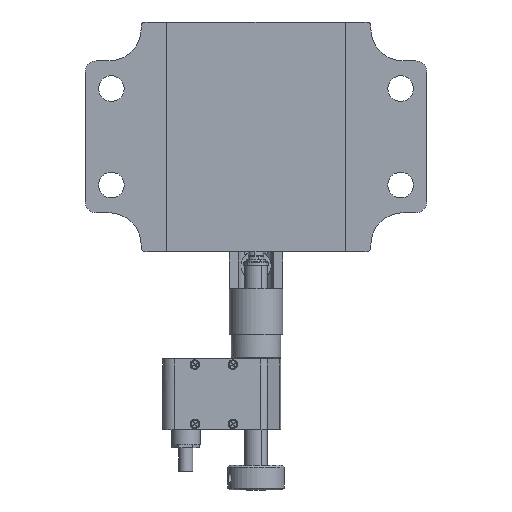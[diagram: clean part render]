
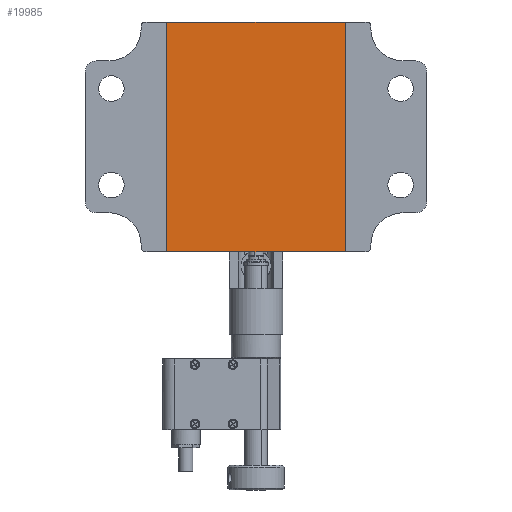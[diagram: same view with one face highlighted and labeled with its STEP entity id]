
A CAD part, front view. The second image highlights one B-rep face of the part: STEP entity #19985.
In plain terms, the highlighted planar face has unit normal (0, -1, 0).
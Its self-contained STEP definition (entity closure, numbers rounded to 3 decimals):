
#528 = VECTOR ( 'NONE', #2599, 1000. ) ;
#2216 = LINE ( 'NONE', #6405, #528 ) ;
#2599 = DIRECTION ( 'NONE',  ( 0., 0., -1. ) ) ;
#3286 = VERTEX_POINT ( 'NONE', #17020 ) ;
#3559 = CARTESIAN_POINT ( 'NONE',  ( 23.5, 0.3, 30.25 ) ) ;
#3622 = CARTESIAN_POINT ( 'NONE',  ( 23.5, 0.3, 30.25 ) ) ;
#4515 = AXIS2_PLACEMENT_3D ( 'NONE', #3559, #5259, #21370 ) ;
#5259 = DIRECTION ( 'NONE',  ( 0., 1., 0. ) ) ;
#5405 = VERTEX_POINT ( 'NONE', #15660 ) ;
#6405 = CARTESIAN_POINT ( 'NONE',  ( -23.5, 0.3, 30.25 ) ) ;
#6727 = LINE ( 'NONE', #14722, #20631 ) ;
#8107 = ORIENTED_EDGE ( 'NONE', *, *, #11864, .T. ) ;
#9360 = CARTESIAN_POINT ( 'NONE',  ( 23.5, 0.3, 30.25 ) ) ;
#9606 = VECTOR ( 'NONE', #25616, 1000. ) ;
#10411 = VECTOR ( 'NONE', #13849, 1000. ) ;
#11488 = EDGE_CURVE ( 'NONE', #23986, #3286, #2216, .T. ) ;
#11864 = EDGE_CURVE ( 'NONE', #3286, #5405, #6727, .T. ) ;
#13248 = FACE_OUTER_BOUND ( 'NONE', #23142, .T. ) ;
#13849 = DIRECTION ( 'NONE',  ( 1., 0., 0. ) ) ;
#14103 = EDGE_CURVE ( 'NONE', #25535, #5405, #21681, .T. ) ;
#14722 = CARTESIAN_POINT ( 'NONE',  ( 23.5, 0.3, -30.25 ) ) ;
#15237 = ORIENTED_EDGE ( 'NONE', *, *, #14103, .F. ) ;
#15660 = CARTESIAN_POINT ( 'NONE',  ( 23.5, 0.3, -30.25 ) ) ;
#17020 = CARTESIAN_POINT ( 'NONE',  ( -23.5, 0.3, -30.25 ) ) ;
#17906 = CARTESIAN_POINT ( 'NONE',  ( 23.5, 0.3, 30.25 ) ) ;
#18725 = ORIENTED_EDGE ( 'NONE', *, *, #11488, .T. ) ;
#18790 = DIRECTION ( 'NONE',  ( 1., 0., 0. ) ) ;
#18806 = ORIENTED_EDGE ( 'NONE', *, *, #20811, .F. ) ;
#19186 = CARTESIAN_POINT ( 'NONE',  ( -23.5, 0.3, 30.25 ) ) ;
#19985 = ADVANCED_FACE ( 'NONE', ( #13248 ), #25419, .F. ) ;
#20631 = VECTOR ( 'NONE', #18790, 1000. ) ;
#20811 = EDGE_CURVE ( 'NONE', #23986, #25535, #23780, .T. ) ;
#21370 = DIRECTION ( 'NONE',  ( 0., 0., -1. ) ) ;
#21681 = LINE ( 'NONE', #17906, #9606 ) ;
#23142 = EDGE_LOOP ( 'NONE', ( #8107, #15237, #18806, #18725 ) ) ;
#23780 = LINE ( 'NONE', #3622, #10411 ) ;
#23986 = VERTEX_POINT ( 'NONE', #19186 ) ;
#25419 = PLANE ( 'NONE',  #4515 ) ;
#25535 = VERTEX_POINT ( 'NONE', #9360 ) ;
#25616 = DIRECTION ( 'NONE',  ( 0., 0., -1. ) ) ;
